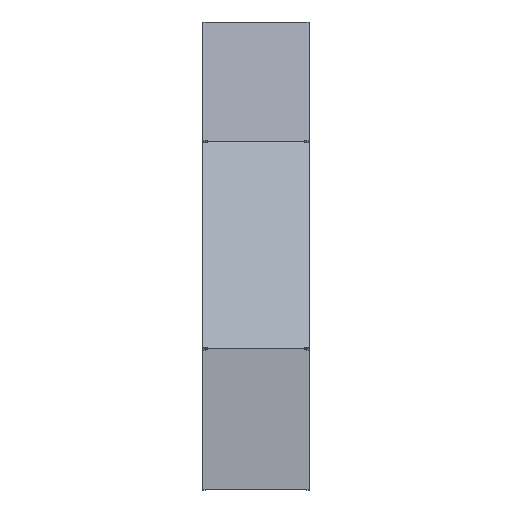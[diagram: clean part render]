
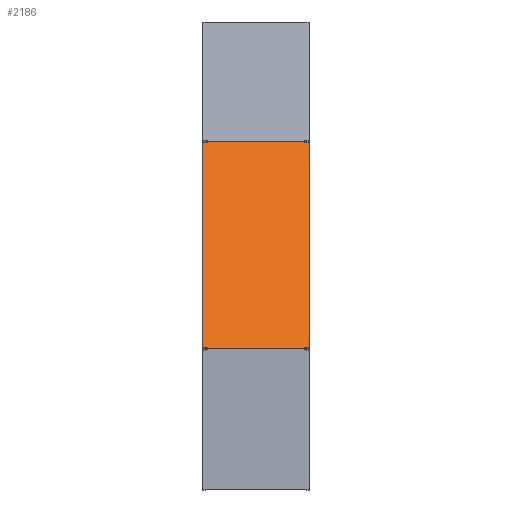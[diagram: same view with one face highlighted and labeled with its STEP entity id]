
A CAD part, top view. The second image highlights one B-rep face of the part: STEP entity #2186.
In plain terms, the highlighted planar face has unit normal (0, 0.5, 0.866).
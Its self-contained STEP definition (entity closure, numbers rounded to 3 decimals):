
#61=FACE_OUTER_BOUND('',#166,.T.);
#166=EDGE_LOOP('',(#1498,#1499,#1500,#1501,#1502,#1503,#1504,#1505,#1506,
#1507,#1508,#1509));
#279=B_SPLINE_CURVE_WITH_KNOTS('',3,(#3391,#3392,#3393,#3394,#3395,#3396,
#3397,#3398,#3399,#3400),.UNSPECIFIED.,.F.,.F.,(4,2,2,2,4),(-1.204,
-1.182,-1.125,-1.025,-1.024),
 .UNSPECIFIED.);
#286=B_SPLINE_CURVE_WITH_KNOTS('',3,(#3497,#3498,#3499,#3500,#3501,#3502,
#3503,#3504),.UNSPECIFIED.,.F.,.F.,(4,2,2,4),(0.065,0.111,
0.166,0.23),.UNSPECIFIED.);
#287=B_SPLINE_CURVE_WITH_KNOTS('',3,(#3509,#3510,#3511,#3512,#3513,#3514,
#3515,#3516,#3517,#3518),.UNSPECIFIED.,.F.,.F.,(4,2,2,2,4),(-1.232,
-1.225,-1.173,-1.112,-1.059),
 .UNSPECIFIED.);
#288=B_SPLINE_CURVE_WITH_KNOTS('',3,(#3522,#3523,#3524,#3525,#3526,#3527,
#3528,#3529,#3530,#3531),.UNSPECIFIED.,.F.,.F.,(4,2,2,2,4),(-1.508,
-1.492,-1.398,-1.343,-1.327),
 .UNSPECIFIED.);
#370=LINE('',#3059,#596);
#400=LINE('',#3252,#626);
#437=LINE('',#3495,#663);
#438=LINE('',#3505,#664);
#439=LINE('',#3507,#665);
#440=LINE('',#3520,#666);
#441=LINE('',#3532,#667);
#442=LINE('',#3533,#668);
#596=VECTOR('',#2455,10.);
#626=VECTOR('',#2499,10.);
#663=VECTOR('',#2560,10.);
#664=VECTOR('',#2561,10.);
#665=VECTOR('',#2562,10.);
#666=VECTOR('',#2563,10.);
#667=VECTOR('',#2564,10.);
#668=VECTOR('',#2565,10.);
#829=VERTEX_POINT('',#3056);
#830=VERTEX_POINT('',#3058);
#869=VERTEX_POINT('',#3249);
#870=VERTEX_POINT('',#3251);
#898=VERTEX_POINT('',#3389);
#899=VERTEX_POINT('',#3390);
#914=VERTEX_POINT('',#3494);
#915=VERTEX_POINT('',#3496);
#916=VERTEX_POINT('',#3506);
#917=VERTEX_POINT('',#3508);
#918=VERTEX_POINT('',#3519);
#919=VERTEX_POINT('',#3521);
#1051=EDGE_CURVE('',#830,#829,#370,.T.);
#1096=EDGE_CURVE('',#869,#870,#400,.T.);
#1130=EDGE_CURVE('',#898,#899,#279,.T.);
#1151=EDGE_CURVE('',#914,#899,#437,.T.);
#1152=EDGE_CURVE('',#915,#914,#286,.T.);
#1153=EDGE_CURVE('',#915,#830,#438,.T.);
#1154=EDGE_CURVE('',#916,#829,#439,.T.);
#1155=EDGE_CURVE('',#916,#917,#287,.T.);
#1156=EDGE_CURVE('',#917,#918,#440,.T.);
#1157=EDGE_CURVE('',#918,#919,#288,.T.);
#1158=EDGE_CURVE('',#870,#919,#441,.T.);
#1159=EDGE_CURVE('',#898,#869,#442,.T.);
#1498=ORIENTED_EDGE('',*,*,#1130,.T.);
#1499=ORIENTED_EDGE('',*,*,#1151,.F.);
#1500=ORIENTED_EDGE('',*,*,#1152,.F.);
#1501=ORIENTED_EDGE('',*,*,#1153,.T.);
#1502=ORIENTED_EDGE('',*,*,#1051,.T.);
#1503=ORIENTED_EDGE('',*,*,#1154,.F.);
#1504=ORIENTED_EDGE('',*,*,#1155,.T.);
#1505=ORIENTED_EDGE('',*,*,#1156,.T.);
#1506=ORIENTED_EDGE('',*,*,#1157,.T.);
#1507=ORIENTED_EDGE('',*,*,#1158,.F.);
#1508=ORIENTED_EDGE('',*,*,#1096,.F.);
#1509=ORIENTED_EDGE('',*,*,#1159,.F.);
#2000=PLANE('',#2320);
#2186=ADVANCED_FACE('',(#61),#2000,.T.);
#2320=AXIS2_PLACEMENT_3D('',#3493,#2558,#2559);
#2455=DIRECTION('',(-1.,0.,0.));
#2499=DIRECTION('',(-1.,0.,0.));
#2558=DIRECTION('center_axis',(0.,0.5,
0.866));
#2559=DIRECTION('ref_axis',(1.,0.,0.));
#2560=DIRECTION('',(0.,-0.866,0.5));
#2561=DIRECTION('',(0.,0.866,-0.5));
#2562=DIRECTION('',(0.,0.866,-0.5));
#2563=DIRECTION('',(0.,-0.866,0.5));
#2564=DIRECTION('',(0.,0.866,-0.5));
#2565=DIRECTION('',(0.,-0.866,0.5));
#3056=CARTESIAN_POINT('',(2.,157.33,-53.018));
#3058=CARTESIAN_POINT('',(46.,157.33,-53.018));
#3059=CARTESIAN_POINT('',(24.,157.33,-53.018));
#3249=CARTESIAN_POINT('',(46.,63.768,1.));
#3251=CARTESIAN_POINT('',(2.,63.768,1.));
#3252=CARTESIAN_POINT('',(24.,63.768,1.));
#3389=CARTESIAN_POINT('',(46.,64.232,0.732));
#3390=CARTESIAN_POINT('',(48.,64.456,0.603));
#3391=CARTESIAN_POINT('Ctrl Pts',(46.,64.232,0.732));
#3392=CARTESIAN_POINT('Ctrl Pts',(46.083,64.244,0.725));
#3393=CARTESIAN_POINT('Ctrl Pts',(46.166,64.256,0.718));
#3394=CARTESIAN_POINT('Ctrl Pts',(46.469,64.298,0.694));
#3395=CARTESIAN_POINT('Ctrl Pts',(46.668,64.325,0.678));
#3396=CARTESIAN_POINT('Ctrl Pts',(47.258,64.396,0.638));
#3397=CARTESIAN_POINT('Ctrl Pts',(47.616,64.429,0.619));
#3398=CARTESIAN_POINT('Ctrl Pts',(47.99,64.456,0.603));
#3399=CARTESIAN_POINT('Ctrl Pts',(47.995,64.456,0.603));
#3400=CARTESIAN_POINT('Ctrl Pts',(48.,64.456,0.603));
#3493=CARTESIAN_POINT('Origin',(24.,157.192,-52.938));
#3494=CARTESIAN_POINT('',(48.,156.642,-52.621));
#3495=CARTESIAN_POINT('',(48.,133.871,-39.474));
#3496=CARTESIAN_POINT('',(46.,156.866,-52.75));
#3497=CARTESIAN_POINT('Ctrl Pts',(46.,156.866,-52.75));
#3498=CARTESIAN_POINT('Ctrl Pts',(46.17,156.841,-52.736));
#3499=CARTESIAN_POINT('Ctrl Pts',(46.368,156.813,-52.72));
#3500=CARTESIAN_POINT('Ctrl Pts',(46.783,156.758,-52.688));
#3501=CARTESIAN_POINT('Ctrl Pts',(46.998,156.732,-52.673));
#3502=CARTESIAN_POINT('Ctrl Pts',(47.485,156.682,-52.644));
#3503=CARTESIAN_POINT('Ctrl Pts',(47.742,156.66,-52.631));
#3504=CARTESIAN_POINT('Ctrl Pts',(48.,156.642,-52.621));
#3505=CARTESIAN_POINT('',(46.,86.784,-12.288));
#3506=CARTESIAN_POINT('',(2.,156.866,-52.75));
#3507=CARTESIAN_POINT('',(2.,211.206,-84.123));
#3508=CARTESIAN_POINT('',(0.,156.642,-52.621));
#3509=CARTESIAN_POINT('Ctrl Pts',(2.,156.866,-52.75));
#3510=CARTESIAN_POINT('Ctrl Pts',(1.975,156.862,-52.748));
#3511=CARTESIAN_POINT('Ctrl Pts',(1.95,156.858,-52.746));
#3512=CARTESIAN_POINT('Ctrl Pts',(1.708,156.824,-52.726));
#3513=CARTESIAN_POINT('Ctrl Pts',(1.527,156.799,-52.711));
#3514=CARTESIAN_POINT('Ctrl Pts',(1.083,156.742,-52.678));
#3515=CARTESIAN_POINT('Ctrl Pts',(0.856,156.716,-52.664));
#3516=CARTESIAN_POINT('Ctrl Pts',(0.411,156.673,-52.639));
#3517=CARTESIAN_POINT('Ctrl Pts',(0.205,156.656,-52.629));
#3518=CARTESIAN_POINT('Ctrl Pts',(0.,156.642,
-52.621));
#3519=CARTESIAN_POINT('',(0.,64.456,0.603));
#3520=CARTESIAN_POINT('',(0.,133.871,-39.474));
#3521=CARTESIAN_POINT('',(2.,64.232,0.732));
#3522=CARTESIAN_POINT('Ctrl Pts',(0.,64.456,
0.603));
#3523=CARTESIAN_POINT('Ctrl Pts',(0.059,64.452,0.605));
#3524=CARTESIAN_POINT('Ctrl Pts',(0.118,64.448,0.608));
#3525=CARTESIAN_POINT('Ctrl Pts',(0.523,64.416,0.626));
#3526=CARTESIAN_POINT('Ctrl Pts',(0.856,64.383,0.645));
#3527=CARTESIAN_POINT('Ctrl Pts',(1.414,64.314,0.685));
#3528=CARTESIAN_POINT('Ctrl Pts',(1.603,64.288,0.7));
#3529=CARTESIAN_POINT('Ctrl Pts',(1.876,64.25,0.722));
#3530=CARTESIAN_POINT('Ctrl Pts',(1.938,64.241,0.727));
#3531=CARTESIAN_POINT('Ctrl Pts',(2.,64.232,0.732));
#3532=CARTESIAN_POINT('',(2.,211.206,-84.123));
#3533=CARTESIAN_POINT('',(46.,86.784,-12.288));
